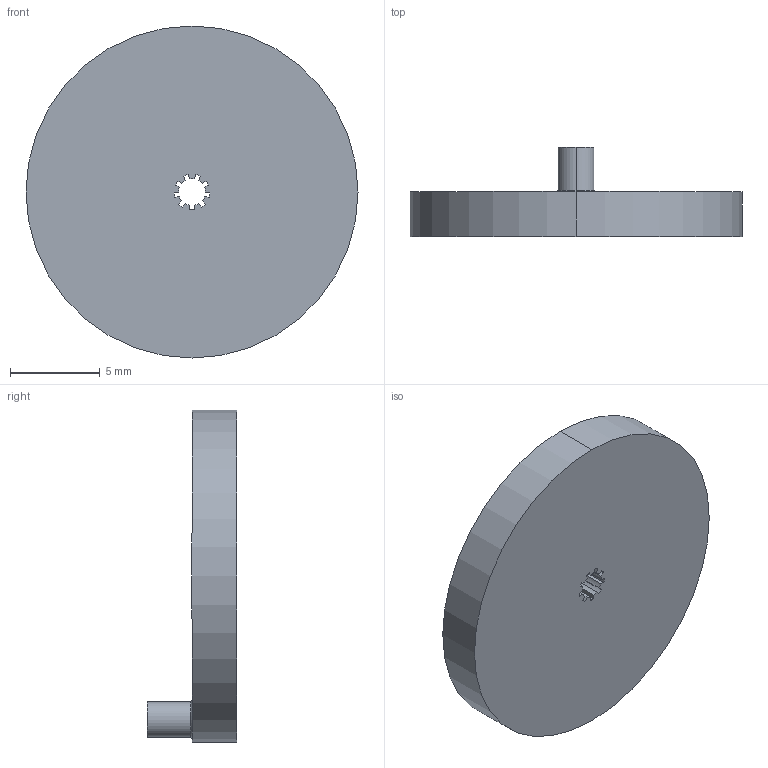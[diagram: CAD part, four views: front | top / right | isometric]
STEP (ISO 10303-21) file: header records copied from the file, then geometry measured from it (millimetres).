
FILE_DESCRIPTION (( 'STEP AP203' ), '1' );
FILE_NAME ('Acople Engranaje.STEP', '2024-03-04T22:20:03', ( '' ), ( '' ), 'SwSTEP 2.0', 'SolidWorks 2023', '' );
FILE_SCHEMA (( 'CONFIG_CONTROL_DESIGN' ));
Length unit declared in the file: millimetre
Products named in the file (1): Acople Engranaje
Bounding box: 18.5 x 5 x 18.5 mm (x, y, z)
Volume: 674 mm3; surface area: 716.8 mm2
Topology: 1 solids, 1 shells, 46 faces, 127 edges, 84 vertices
Faces by surface type: cylinder 23, plane 21, torus 2
Entity records: 1566 total; most frequent: DIRECTION 271, CARTESIAN_POINT 258, ORIENTED_EDGE 254, EDGE_CURVE 127, AXIS2_PLACEMENT_3D 97, VERTEX_POINT 84, VECTOR 77, LINE 77
